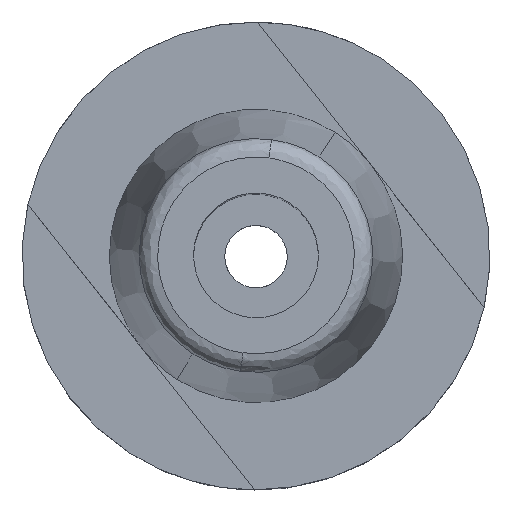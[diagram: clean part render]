
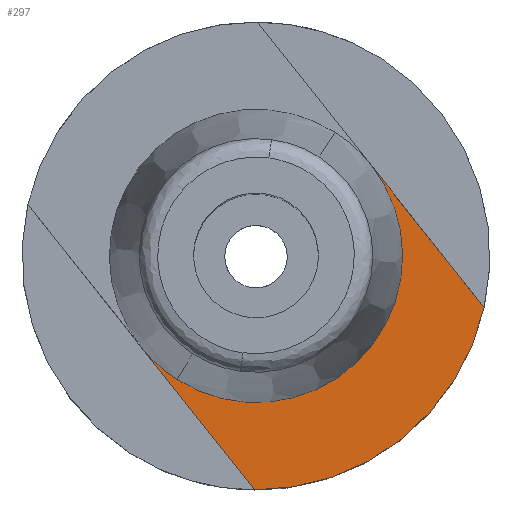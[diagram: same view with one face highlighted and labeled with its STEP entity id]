
A CAD part, top view. The second image highlights one B-rep face of the part: STEP entity #297.
In plain terms, the highlighted planar face has unit normal (0, 0, 1).
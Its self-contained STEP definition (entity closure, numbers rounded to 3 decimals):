
#45 = VERTEX_POINT ( 'NONE', #1106 ) ;
#46 = ORIENTED_EDGE ( 'NONE', *, *, #1169, .T. ) ;
#61 = VERTEX_POINT ( 'NONE', #193 ) ;
#76 = CARTESIAN_POINT ( 'NONE',  ( 1.364, 3.961, 12.349 ) ) ;
#95 = VERTEX_POINT ( 'NONE', #1205 ) ;
#98 = DIRECTION ( 'NONE',  ( -0.54, -0.842, 0. ) ) ;
#152 = EDGE_CURVE ( 'NONE', #907, #45, #510, .T. ) ;
#180 = DIRECTION ( 'NONE',  ( 0., 0., 1. ) ) ;
#190 = VECTOR ( 'NONE', #769, 1000. ) ;
#193 = CARTESIAN_POINT ( 'NONE',  ( 4.474, 7.399, 12.349 ) ) ;
#203 = ORIENTED_EDGE ( 'NONE', *, *, #741, .T. ) ;
#275 = CARTESIAN_POINT ( 'NONE',  ( 4.849, 8.964, 12.349 ) ) ;
#292 = EDGE_CURVE ( 'NONE', #975, #61, #761, .T. ) ;
#297 = ADVANCED_FACE ( 'NONE', ( #627 ), #614, .T. ) ;
#384 = EDGE_CURVE ( 'NONE', #95, #975, #996, .T. ) ;
#393 = CARTESIAN_POINT ( 'NONE',  ( 2.607, 2.189, 12.349 ) ) ;
#426 = AXIS2_PLACEMENT_3D ( 'NONE', #275, #180, #98 ) ;
#468 = LINE ( 'NONE', #846, #959 ) ;
#510 = CIRCLE ( 'NONE', #516, 3.75 ) ;
#516 = AXIS2_PLACEMENT_3D ( 'NONE', #1231, #665, #583 ) ;
#583 = DIRECTION ( 'NONE',  ( -0.54, -0.842, 0. ) ) ;
#587 = DIRECTION ( 'NONE',  ( -0.621, 0.784, 0. ) ) ;
#614 = PLANE ( 'NONE',  #426 ) ;
#627 = FACE_OUTER_BOUND ( 'NONE', #993, .T. ) ;
#665 = DIRECTION ( 'NONE',  ( 0., 0., 1. ) ) ;
#701 = CARTESIAN_POINT ( 'NONE',  ( 2.632, 5.939, 12.349 ) ) ;
#727 = DIRECTION ( 'NONE',  ( 0., 0., 1. ) ) ;
#741 = EDGE_CURVE ( 'NONE', #45, #61, #468, .T. ) ;
#742 = DIRECTION ( 'NONE',  ( 0.54, 0.842, 0. ) ) ;
#761 = CIRCLE ( 'NONE', #1244, 2.35 ) ;
#768 = CARTESIAN_POINT ( 'NONE',  ( 0.791, 4.479, 12.349 ) ) ;
#769 = DIRECTION ( 'NONE',  ( 0.621, -0.784, 0. ) ) ;
#780 = ORIENTED_EDGE ( 'NONE', *, *, #292, .F. ) ;
#785 = DIRECTION ( 'NONE',  ( 0., 0., 1. ) ) ;
#846 = CARTESIAN_POINT ( 'NONE',  ( 6.289, 5.11, 12.349 ) ) ;
#907 = VERTEX_POINT ( 'NONE', #393 ) ;
#959 = VECTOR ( 'NONE', #587, 1000. ) ;
#975 = VERTEX_POINT ( 'NONE', #76 ) ;
#979 = LINE ( 'NONE', #768, #190 ) ;
#993 = EDGE_LOOP ( 'NONE', ( #203, #780, #1026, #46, #1172 ) ) ;
#996 = CIRCLE ( 'NONE', #1222, 2.35 ) ;
#1026 = ORIENTED_EDGE ( 'NONE', *, *, #384, .F. ) ;
#1106 = CARTESIAN_POINT ( 'NONE',  ( 6.289, 5.11, 12.349 ) ) ;
#1114 = CARTESIAN_POINT ( 'NONE',  ( 2.632, 5.939, 12.349 ) ) ;
#1169 = EDGE_CURVE ( 'NONE', #95, #907, #979, .T. ) ;
#1172 = ORIENTED_EDGE ( 'NONE', *, *, #152, .T. ) ;
#1183 = DIRECTION ( 'NONE',  ( 0.54, 0.842, 0. ) ) ;
#1205 = CARTESIAN_POINT ( 'NONE',  ( 0.791, 4.479, 12.349 ) ) ;
#1222 = AXIS2_PLACEMENT_3D ( 'NONE', #701, #727, #742 ) ;
#1231 = CARTESIAN_POINT ( 'NONE',  ( 2.632, 5.939, 12.349 ) ) ;
#1244 = AXIS2_PLACEMENT_3D ( 'NONE', #1114, #785, #1183 ) ;
